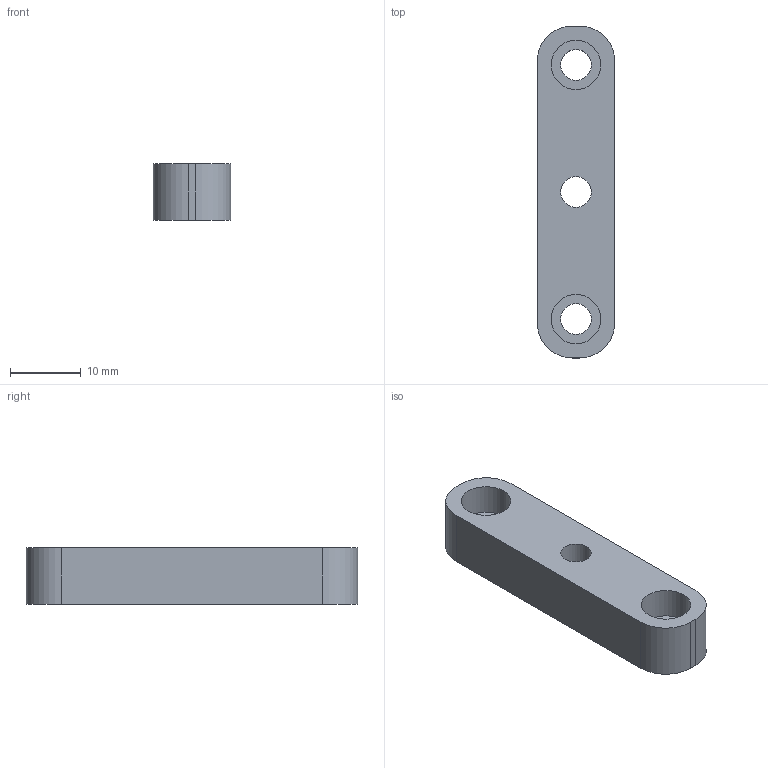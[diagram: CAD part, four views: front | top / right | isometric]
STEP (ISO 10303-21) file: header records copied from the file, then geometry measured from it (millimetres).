
FILE_DESCRIPTION(('FreeCAD Model'),'2;1');
FILE_NAME('Open CASCADE Shape Model','2025-06-16T11:43:36',(''),(''), 'Open CASCADE STEP processor 7.8','FreeCAD','Unknown');
FILE_SCHEMA(('AUTOMOTIVE_DESIGN { 1 0 10303 214 1 1 1 1 }'));
Length unit declared in the file: millimetre
Products named in the file (1): Surface Adapter001
Bounding box: 11 x 47 x 8 mm (x, y, z)
Volume: 3294.5 mm3; surface area: 2199 mm2
Topology: 1 solids, 1 shells, 19 faces, 42 edges, 28 vertices
Faces by surface type: cylinder 10, plane 9
Full cylindrical faces by diameter (mm): 4.369 x3, 7 x3
Entity records: 570 total; most frequent: DIRECTION 102, CARTESIAN_POINT 90, ORIENTED_EDGE 84, EDGE_CURVE 42, AXIS2_PLACEMENT_3D 40, FACE_BOUND 28, EDGE_LOOP 28, VERTEX_POINT 28
